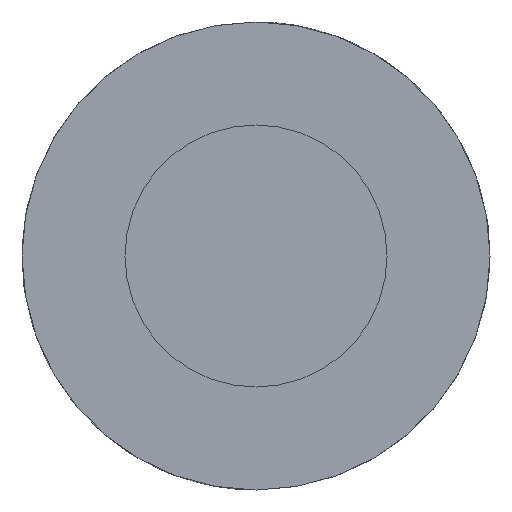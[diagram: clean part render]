
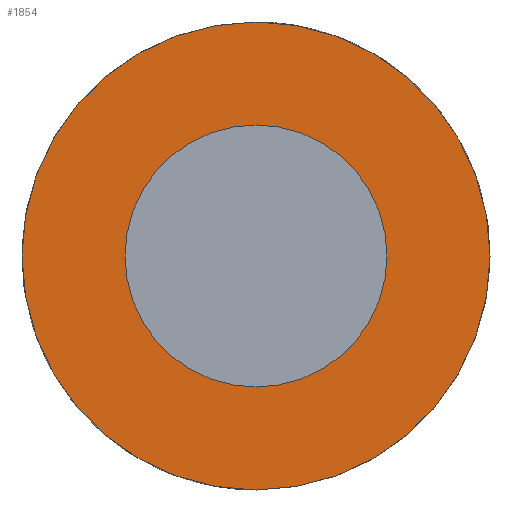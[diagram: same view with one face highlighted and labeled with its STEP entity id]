
A CAD part, left-side view. The second image highlights one B-rep face of the part: STEP entity #1854.
In plain terms, the highlighted face is planar.
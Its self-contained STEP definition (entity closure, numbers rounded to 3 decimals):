
#1063=CARTESIAN_POINT('',(0.,0.,0.));
#1064=DIRECTION('',(0.,0.,-1.));
#1065=DIRECTION('',(-1.,0.,0.));
#1066=AXIS2_PLACEMENT_3D('',#1063,#1064,#1065);
#1071=CARTESIAN_POINT('',(0.,0.,0.));
#1072=DIRECTION('',(0.,0.,1.));
#1073=DIRECTION('',(-1.,0.,0.));
#1074=AXIS2_PLACEMENT_3D('',#1071,#1072,#1073);
#1093=CARTESIAN_POINT('',(0.,0.,0.));
#1094=DIRECTION('',(0.,0.,1.));
#1095=DIRECTION('',(-1.,0.,0.));
#1096=AXIS2_PLACEMENT_3D('',#1093,#1094,#1095);
#1101=CARTESIAN_POINT('',(0.,0.,0.));
#1102=DIRECTION('',(0.,0.,-1.));
#1103=DIRECTION('',(-1.,0.,0.));
#1104=AXIS2_PLACEMENT_3D('',#1101,#1102,#1103);
#1195=CARTESIAN_POINT('',(-14.,0.,0.));
#1197=VERTEX_POINT('',#1195);
#1199=CARTESIAN_POINT('',(14.,0.,0.));
#1201=VERTEX_POINT('',#1199);
#1203=CARTESIAN_POINT('',(-25.,0.,0.));
#1204=CARTESIAN_POINT('',(25.,0.,0.));
#1205=VERTEX_POINT('',#1203);
#1206=VERTEX_POINT('',#1204);
#1839=CARTESIAN_POINT('',(0.,0.,0.));
#1840=DIRECTION('',(0.,0.,-1.));
#1841=DIRECTION('',(1.,0.,0.));
#1842=AXIS2_PLACEMENT_3D('',#1839,#1840,#1841);
#1843=PLANE('',#1842);
#1844=ORIENTED_EDGE('',*,*,#1830,.T.);
#1845=ORIENTED_EDGE('',*,*,#1817,.F.);
#1846=EDGE_LOOP('',(#1844,#1845));
#1847=FACE_OUTER_BOUND('',#1846,.F.);
#1849=ORIENTED_EDGE('',*,*,#1848,.T.);
#1851=ORIENTED_EDGE('',*,*,#1850,.F.);
#1852=EDGE_LOOP('',(#1849,#1851));
#1853=FACE_BOUND('',#1852,.F.);
#1067=CIRCLE('',#1066,25.);
#1075=CIRCLE('',#1074,25.);
#1097=CIRCLE('',#1096,14.);
#1105=CIRCLE('',#1104,14.);
#1817=EDGE_CURVE('',#1205,#1206,#1075,.T.);
#1830=EDGE_CURVE('',#1205,#1206,#1067,.T.);
#1848=EDGE_CURVE('',#1197,#1201,#1097,.T.);
#1850=EDGE_CURVE('',#1197,#1201,#1105,.T.);
#1854=ADVANCED_FACE('',(#1847,#1853),#1843,.F.);
